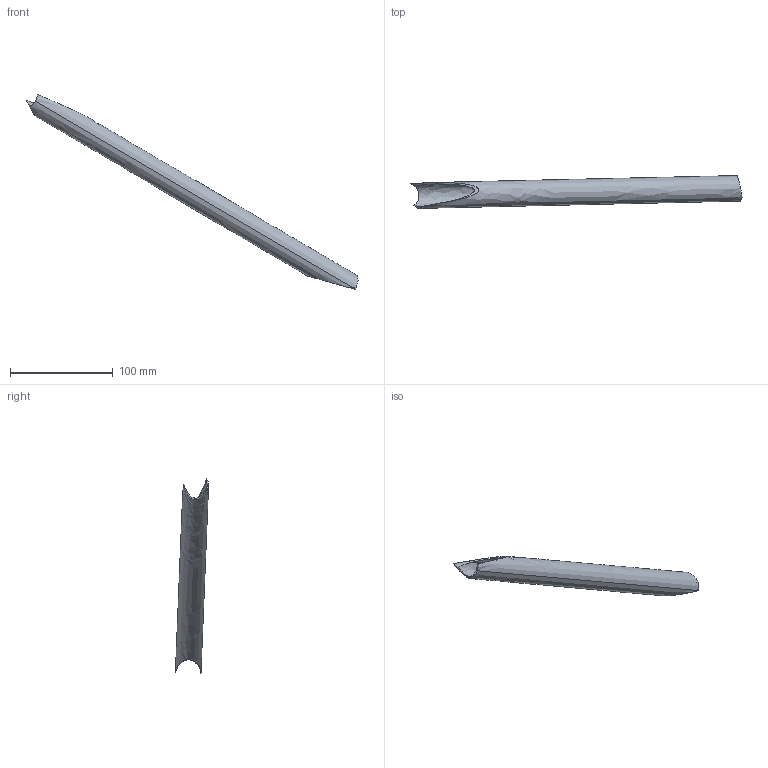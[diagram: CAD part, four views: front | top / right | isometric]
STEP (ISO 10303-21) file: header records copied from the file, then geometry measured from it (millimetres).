
FILE_DESCRIPTION(('CATIA V5 STEP Exchange'),'2;1');
FILE_NAME('37.stp','2018-02-08T16:10:25+00:00',('none'),('none'),'CATIA Version 5 Release 19 SP 2 (IN-10)','CATIA V5 STEP AP203','none');
FILE_SCHEMA(('CONFIG_CONTROL_DESIGN'));
Length unit declared in the file: millimetre
Products named in the file (1): Shape_943
Bounding box: 323.82 x 32.36 x 190.27 mm (x, y, z)
Volume: 36039.7 mm3; surface area: 48782.9 mm2
Topology: 1 solids, 1 shells, 13 faces, 43 edges, 31 vertices
Faces by surface type: cylinder 6, bspline 4, extrusion 3
Entity records: 956 total; most frequent: CARTESIAN_POINT 629, ORIENTED_EDGE 86, EDGE_CURVE 43, B_SPLINE_CURVE_WITH_KNOTS 37, VERTEX_POINT 30, DIRECTION 16, ADVANCED_FACE 13, EDGE_LOOP 13
